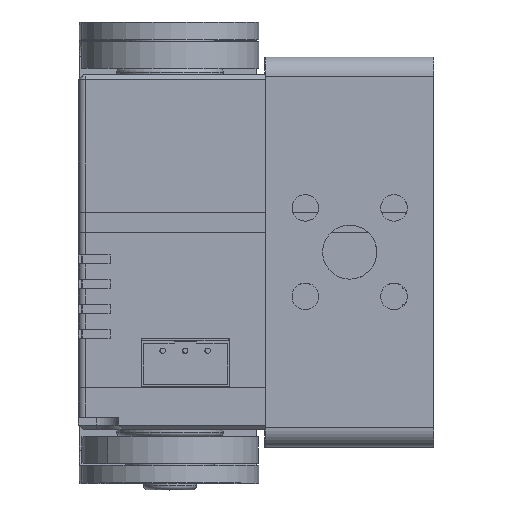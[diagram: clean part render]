
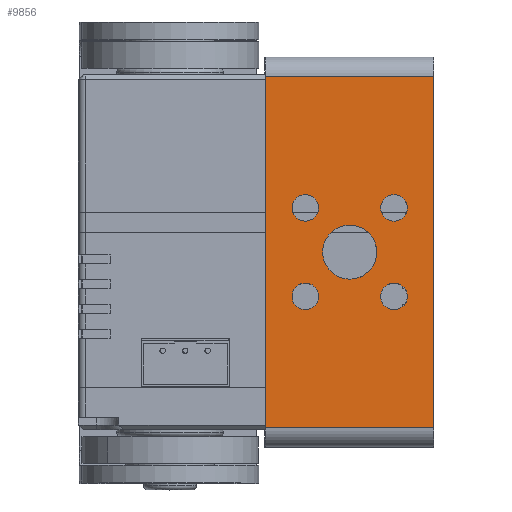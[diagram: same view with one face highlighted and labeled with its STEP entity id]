
A CAD part, top view. The second image highlights one B-rep face of the part: STEP entity #9856.
In plain terms, the highlighted face is planar.
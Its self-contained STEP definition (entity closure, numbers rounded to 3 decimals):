
#86 = CARTESIAN_POINT ( 'NONE',  ( -19.835, 89.275, -9.485 ) ) ;
#391 = DIRECTION ( 'NONE',  ( 0., 1., 0. ) ) ;
#497 = LINE ( 'NONE', #13539, #23490 ) ;
#633 = DIRECTION ( 'NONE',  ( 0., 1., 0. ) ) ;
#717 = CARTESIAN_POINT ( 'NONE',  ( -3.535, 89.275, -4.985 ) ) ;
#816 = DIRECTION ( 'NONE',  ( 0., 1., 0. ) ) ;
#882 = CIRCLE ( 'NONE', #5483, 1.5 ) ;
#966 = AXIS2_PLACEMENT_3D ( 'NONE', #26669, #20270, #28695 ) ;
#1393 = EDGE_LOOP ( 'NONE', ( #2646, #19476 ) ) ;
#1502 = VECTOR ( 'NONE', #6623, 1000. ) ;
#1516 = CIRCLE ( 'NONE', #20048, 3.05 ) ;
#1519 = VECTOR ( 'NONE', #8910, 1000. ) ;
#1803 = CARTESIAN_POINT ( 'NONE',  ( 4.965, 89.275, 5.015 ) ) ;
#1953 = DIRECTION ( 'NONE',  ( -1., 0., 0. ) ) ;
#2642 = CIRCLE ( 'NONE', #26267, 1.5 ) ;
#2646 = ORIENTED_EDGE ( 'NONE', *, *, #5587, .F. ) ;
#2691 = FACE_BOUND ( 'NONE', #11591, .T. ) ;
#3212 = CARTESIAN_POINT ( 'NONE',  ( 4.965, 89.275, -4.985 ) ) ;
#3578 = CARTESIAN_POINT ( 'NONE',  ( 4.965, 89.275, -4.985 ) ) ;
#4211 = CIRCLE ( 'NONE', #9308, 1.5 ) ;
#4223 = VERTEX_POINT ( 'NONE', #24340 ) ;
#4561 = VERTEX_POINT ( 'NONE', #13884 ) ;
#4588 = ORIENTED_EDGE ( 'NONE', *, *, #23101, .T. ) ;
#4744 = LINE ( 'NONE', #13008, #1502 ) ;
#4868 = FACE_BOUND ( 'NONE', #25171, .T. ) ;
#5146 = FACE_BOUND ( 'NONE', #1393, .T. ) ;
#5367 = VERTEX_POINT ( 'NONE', #9850 ) ;
#5385 = DIRECTION ( 'NONE',  ( -1., 0., 0. ) ) ;
#5451 = EDGE_CURVE ( 'NONE', #15918, #24278, #882, .T. ) ;
#5483 = AXIS2_PLACEMENT_3D ( 'NONE', #10415, #21586, #17241 ) ;
#5587 = EDGE_CURVE ( 'NONE', #25797, #17019, #12066, .T. ) ;
#5616 = EDGE_CURVE ( 'NONE', #4561, #26098, #20410, .T. ) ;
#6285 = DIRECTION ( 'NONE',  ( 0., 1., 0. ) ) ;
#6623 = DIRECTION ( 'NONE',  ( 1., 0., 0. ) ) ;
#6845 = CARTESIAN_POINT ( 'NONE',  ( 6.465, 89.275, 5.015 ) ) ;
#6994 = AXIS2_PLACEMENT_3D ( 'NONE', #20107, #816, #9066 ) ;
#7028 = DIRECTION ( 'NONE',  ( 1., 0., 0. ) ) ;
#7263 = EDGE_LOOP ( 'NONE', ( #25272, #15512 ) ) ;
#7419 = DIRECTION ( 'NONE',  ( 0., 1., 0. ) ) ;
#7469 = CIRCLE ( 'NONE', #25944, 3.05 ) ;
#7710 = CARTESIAN_POINT ( 'NONE',  ( 6.465, 89.275, -4.985 ) ) ;
#8910 = DIRECTION ( 'NONE',  ( 0., 0., 1. ) ) ;
#8916 = CARTESIAN_POINT ( 'NONE',  ( -19.835, 89.275, -9.485 ) ) ;
#9066 = DIRECTION ( 'NONE',  ( 1., 0., 0. ) ) ;
#9281 = EDGE_LOOP ( 'NONE', ( #14236, #26746, #28336, #4588 ) ) ;
#9308 = AXIS2_PLACEMENT_3D ( 'NONE', #3578, #12423, #28236 ) ;
#9324 = DIRECTION ( 'NONE',  ( -1., 0., 0. ) ) ;
#9326 = AXIS2_PLACEMENT_3D ( 'NONE', #25409, #7419, #18313 ) ;
#9361 = FACE_OUTER_BOUND ( 'NONE', #9281, .T. ) ;
#9850 = CARTESIAN_POINT ( 'NONE',  ( 3.465, 89.275, -4.985 ) ) ;
#9856 = ADVANCED_FACE ( 'NONE', ( #18063, #5146, #4868, #26781, #2691, #9361 ), #11532, .T. ) ;
#10345 = EDGE_CURVE ( 'NONE', #5367, #16808, #14561, .T. ) ;
#10415 = CARTESIAN_POINT ( 'NONE',  ( -5.035, 89.275, 5.015 ) ) ;
#10564 = CARTESIAN_POINT ( 'NONE',  ( 3.465, 89.275, 5.015 ) ) ;
#10633 = DIRECTION ( 'NONE',  ( -1., 0., 0. ) ) ;
#10639 = CARTESIAN_POINT ( 'NONE',  ( -0.035, 89.275, 0.015 ) ) ;
#10935 = CARTESIAN_POINT ( 'NONE',  ( -5.035, 89.275, 5.015 ) ) ;
#11374 = EDGE_CURVE ( 'NONE', #28570, #23472, #2642, .T. ) ;
#11512 = EDGE_CURVE ( 'NONE', #26098, #26292, #497, .T. ) ;
#11532 = PLANE ( 'NONE',  #6994 ) ;
#11591 = EDGE_LOOP ( 'NONE', ( #28117, #20170 ) ) ;
#12066 = CIRCLE ( 'NONE', #966, 1.5 ) ;
#12423 = DIRECTION ( 'NONE',  ( 0., 1., 0. ) ) ;
#13008 = CARTESIAN_POINT ( 'NONE',  ( -19.835, 89.275, 9.515 ) ) ;
#13270 = ORIENTED_EDGE ( 'NONE', *, *, #5451, .F. ) ;
#13539 = CARTESIAN_POINT ( 'NONE',  ( 19.765, 89.275, -9.485 ) ) ;
#13884 = CARTESIAN_POINT ( 'NONE',  ( 19.765, 89.275, 9.515 ) ) ;
#14236 = ORIENTED_EDGE ( 'NONE', *, *, #21288, .T. ) ;
#14517 = CIRCLE ( 'NONE', #21913, 1.5 ) ;
#14561 = CIRCLE ( 'NONE', #18265, 1.5 ) ;
#15021 = DIRECTION ( 'NONE',  ( -1., 0., 0. ) ) ;
#15336 = DIRECTION ( 'NONE',  ( 0., 0., -1. ) ) ;
#15512 = ORIENTED_EDGE ( 'NONE', *, *, #26433, .F. ) ;
#15918 = VERTEX_POINT ( 'NONE', #22102 ) ;
#16808 = VERTEX_POINT ( 'NONE', #7710 ) ;
#17019 = VERTEX_POINT ( 'NONE', #717 ) ;
#17241 = DIRECTION ( 'NONE',  ( 1., 0., 0. ) ) ;
#17336 = DIRECTION ( 'NONE',  ( 0., 1., 0. ) ) ;
#18063 = FACE_BOUND ( 'NONE', #7263, .T. ) ;
#18265 = AXIS2_PLACEMENT_3D ( 'NONE', #3212, #18753, #5385 ) ;
#18313 = DIRECTION ( 'NONE',  ( 1., 0., 0. ) ) ;
#18753 = DIRECTION ( 'NONE',  ( 0., 1., 0. ) ) ;
#18981 = EDGE_CURVE ( 'NONE', #4223, #27896, #1516, .T. ) ;
#19476 = ORIENTED_EDGE ( 'NONE', *, *, #28038, .F. ) ;
#19934 = DIRECTION ( 'NONE',  ( 0., 1., 0. ) ) ;
#20048 = AXIS2_PLACEMENT_3D ( 'NONE', #10639, #17336, #15021 ) ;
#20107 = CARTESIAN_POINT ( 'NONE',  ( -20.035, 89.275, 0.015 ) ) ;
#20170 = ORIENTED_EDGE ( 'NONE', *, *, #23546, .F. ) ;
#20270 = DIRECTION ( 'NONE',  ( 0., 1., 0. ) ) ;
#20410 = LINE ( 'NONE', #26519, #25511 ) ;
#20527 = EDGE_CURVE ( 'NONE', #24278, #15918, #20571, .T. ) ;
#20571 = CIRCLE ( 'NONE', #22447, 1.5 ) ;
#20630 = CARTESIAN_POINT ( 'NONE',  ( 4.965, 89.275, 5.015 ) ) ;
#20845 = CARTESIAN_POINT ( 'NONE',  ( 19.765, 89.275, -9.485 ) ) ;
#21023 = CARTESIAN_POINT ( 'NONE',  ( -6.535, 89.275, 5.015 ) ) ;
#21087 = CARTESIAN_POINT ( 'NONE',  ( -19.835, 89.275, 9.515 ) ) ;
#21105 = EDGE_LOOP ( 'NONE', ( #25238, #22765 ) ) ;
#21288 = EDGE_CURVE ( 'NONE', #21984, #4561, #4744, .T. ) ;
#21531 = CARTESIAN_POINT ( 'NONE',  ( 3.015, 89.275, 0.015 ) ) ;
#21586 = DIRECTION ( 'NONE',  ( 0., 1., 0. ) ) ;
#21832 = CIRCLE ( 'NONE', #9326, 1.5 ) ;
#21913 = AXIS2_PLACEMENT_3D ( 'NONE', #20630, #633, #24844 ) ;
#21984 = VERTEX_POINT ( 'NONE', #21087 ) ;
#22102 = CARTESIAN_POINT ( 'NONE',  ( -3.535, 89.275, 5.015 ) ) ;
#22447 = AXIS2_PLACEMENT_3D ( 'NONE', #10935, #19934, #1953 ) ;
#22569 = CARTESIAN_POINT ( 'NONE',  ( -0.035, 89.275, 0.015 ) ) ;
#22765 = ORIENTED_EDGE ( 'NONE', *, *, #26214, .F. ) ;
#23101 = EDGE_CURVE ( 'NONE', #26292, #21984, #24303, .T. ) ;
#23472 = VERTEX_POINT ( 'NONE', #6845 ) ;
#23490 = VECTOR ( 'NONE', #9324, 1000. ) ;
#23546 = EDGE_CURVE ( 'NONE', #23472, #28570, #14517, .T. ) ;
#24278 = VERTEX_POINT ( 'NONE', #21023 ) ;
#24303 = LINE ( 'NONE', #86, #1519 ) ;
#24340 = CARTESIAN_POINT ( 'NONE',  ( -3.085, 89.275, 0.015 ) ) ;
#24844 = DIRECTION ( 'NONE',  ( 1., 0., 0. ) ) ;
#25171 = EDGE_LOOP ( 'NONE', ( #28393, #13270 ) ) ;
#25238 = ORIENTED_EDGE ( 'NONE', *, *, #10345, .F. ) ;
#25272 = ORIENTED_EDGE ( 'NONE', *, *, #18981, .F. ) ;
#25409 = CARTESIAN_POINT ( 'NONE',  ( -5.035, 89.275, -4.985 ) ) ;
#25511 = VECTOR ( 'NONE', #15336, 1000. ) ;
#25797 = VERTEX_POINT ( 'NONE', #28126 ) ;
#25944 = AXIS2_PLACEMENT_3D ( 'NONE', #22569, #391, #7028 ) ;
#26098 = VERTEX_POINT ( 'NONE', #20845 ) ;
#26214 = EDGE_CURVE ( 'NONE', #16808, #5367, #4211, .T. ) ;
#26267 = AXIS2_PLACEMENT_3D ( 'NONE', #1803, #6285, #10633 ) ;
#26292 = VERTEX_POINT ( 'NONE', #8916 ) ;
#26433 = EDGE_CURVE ( 'NONE', #27896, #4223, #7469, .T. ) ;
#26519 = CARTESIAN_POINT ( 'NONE',  ( 19.765, 89.275, 9.515 ) ) ;
#26669 = CARTESIAN_POINT ( 'NONE',  ( -5.035, 89.275, -4.985 ) ) ;
#26746 = ORIENTED_EDGE ( 'NONE', *, *, #5616, .T. ) ;
#26781 = FACE_BOUND ( 'NONE', #21105, .T. ) ;
#27896 = VERTEX_POINT ( 'NONE', #21531 ) ;
#28038 = EDGE_CURVE ( 'NONE', #17019, #25797, #21832, .T. ) ;
#28117 = ORIENTED_EDGE ( 'NONE', *, *, #11374, .F. ) ;
#28126 = CARTESIAN_POINT ( 'NONE',  ( -6.535, 89.275, -4.985 ) ) ;
#28236 = DIRECTION ( 'NONE',  ( 1., 0., 0. ) ) ;
#28336 = ORIENTED_EDGE ( 'NONE', *, *, #11512, .T. ) ;
#28393 = ORIENTED_EDGE ( 'NONE', *, *, #20527, .F. ) ;
#28570 = VERTEX_POINT ( 'NONE', #10564 ) ;
#28695 = DIRECTION ( 'NONE',  ( -1., 0., 0. ) ) ;
